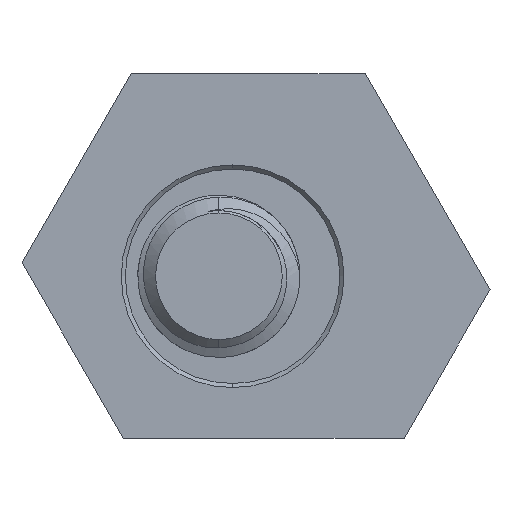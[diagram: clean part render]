
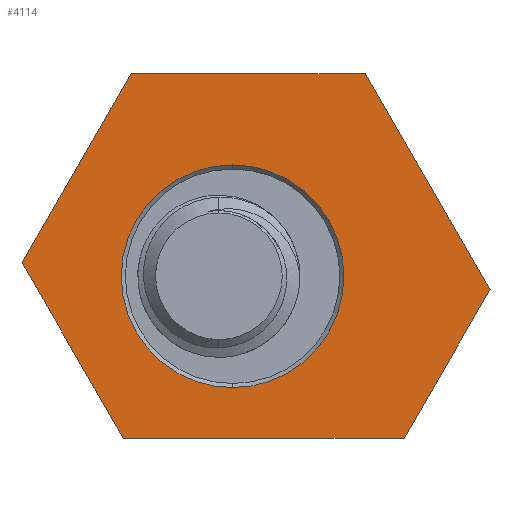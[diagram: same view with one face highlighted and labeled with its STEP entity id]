
A CAD part, front view. The second image highlights one B-rep face of the part: STEP entity #4114.
In plain terms, the highlighted planar face has unit normal (0, -1, 0).
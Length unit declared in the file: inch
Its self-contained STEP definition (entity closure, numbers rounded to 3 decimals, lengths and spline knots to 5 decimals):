
#72 = CIRCLE ( 'NONE', #4392, 0.3245 ) ;
#97 = DIRECTION ( 'NONE',  ( 0., 1., 0. ) ) ;
#442 = VECTOR ( 'NONE', #5599, 39.37008 ) ;
#491 = CARTESIAN_POINT ( 'NONE',  ( 0., 0., 0.3245 ) ) ;
#513 = EDGE_CURVE ( 'NONE', #2378, #1726, #6377, .T. ) ;
#612 = ORIENTED_EDGE ( 'NONE', *, *, #7454, .T. ) ;
#820 = ORIENTED_EDGE ( 'NONE', *, *, #513, .F. ) ;
#883 = CARTESIAN_POINT ( 'NONE',  ( 0.50007, 0., -0.47244 ) ) ;
#891 = VERTEX_POINT ( 'NONE', #2426 ) ;
#919 = VECTOR ( 'NONE', #6765, 39.37008 ) ;
#929 = DIRECTION ( 'NONE',  ( 0., -1., 0. ) ) ;
#990 = ORIENTED_EDGE ( 'NONE', *, *, #6710, .T. ) ;
#1030 = CARTESIAN_POINT ( 'NONE',  ( -0.29549, 0., 0.59055 ) ) ;
#1205 = LINE ( 'NONE', #2045, #5823 ) ;
#1430 = VERTEX_POINT ( 'NONE', #6605 ) ;
#1447 = CARTESIAN_POINT ( 'NONE',  ( 0., 0., 0. ) ) ;
#1498 = CIRCLE ( 'NONE', #9399, 0.3245 ) ;
#1514 = DIRECTION ( 'NONE',  ( -0.5, 0., -0.866 ) ) ;
#1609 = DIRECTION ( 'NONE',  ( 0.5, 0., 0.866 ) ) ;
#1726 = VERTEX_POINT ( 'NONE', #8078 ) ;
#2045 = CARTESIAN_POINT ( 'NONE',  ( 0.7501, 0., -0.03937 ) ) ;
#2078 = LINE ( 'NONE', #2736, #919 ) ;
#2199 = CARTESIAN_POINT ( 'NONE',  ( 0.38642, 0., 0.59055 ) ) ;
#2317 = LINE ( 'NONE', #8574, #6565 ) ;
#2374 = CARTESIAN_POINT ( 'NONE',  ( 0., 0., 0. ) ) ;
#2378 = VERTEX_POINT ( 'NONE', #3654 ) ;
#2426 = CARTESIAN_POINT ( 'NONE',  ( 0.7501, 0., -0.03937 ) ) ;
#2514 = VERTEX_POINT ( 'NONE', #2199 ) ;
#2605 = CARTESIAN_POINT ( 'NONE',  ( -0.61372, 0., 0.03937 ) ) ;
#2736 = CARTESIAN_POINT ( 'NONE',  ( 0.38642, 0., 0.59055 ) ) ;
#2854 = CARTESIAN_POINT ( 'NONE',  ( 0., 0., 0. ) ) ;
#3030 = PLANE ( 'NONE',  #8263 ) ;
#3117 = CARTESIAN_POINT ( 'NONE',  ( -0.29549, 0., 0.59055 ) ) ;
#3504 = DIRECTION ( 'NONE',  ( 0.5, 0., -0.866 ) ) ;
#3654 = CARTESIAN_POINT ( 'NONE',  ( -0.31822, 0., -0.47244 ) ) ;
#3979 = DIRECTION ( 'NONE',  ( 0., 0., -1. ) ) ;
#4114 = ADVANCED_FACE ( 'NONE', ( #9947, #7013 ), #3030, .T. ) ;
#4320 = EDGE_LOOP ( 'NONE', ( #990, #612 ) ) ;
#4369 = EDGE_CURVE ( 'NONE', #891, #9835, #2317, .T. ) ;
#4392 = AXIS2_PLACEMENT_3D ( 'NONE', #1447, #97, #9305 ) ;
#4420 = EDGE_CURVE ( 'NONE', #1726, #5889, #4684, .T. ) ;
#4684 = LINE ( 'NONE', #3117, #6892 ) ;
#5067 = DIRECTION ( 'NONE',  ( 0., 1., 0. ) ) ;
#5555 = ORIENTED_EDGE ( 'NONE', *, *, #9793, .F. ) ;
#5599 = DIRECTION ( 'NONE',  ( -1., 0., 0. ) ) ;
#5823 = VECTOR ( 'NONE', #3504, 39.37008 ) ;
#5889 = VERTEX_POINT ( 'NONE', #1030 ) ;
#6084 = ORIENTED_EDGE ( 'NONE', *, *, #7512, .F. ) ;
#6093 = EDGE_LOOP ( 'NONE', ( #820, #9451, #7745, #6084, #5555, #9782 ) ) ;
#6312 = CARTESIAN_POINT ( 'NONE',  ( -0.31822, 0., -0.47244 ) ) ;
#6377 = LINE ( 'NONE', #2605, #6479 ) ;
#6479 = VECTOR ( 'NONE', #8609, 39.37008 ) ;
#6565 = VECTOR ( 'NONE', #1514, 39.37008 ) ;
#6605 = CARTESIAN_POINT ( 'NONE',  ( 0., 0., -0.3245 ) ) ;
#6710 = EDGE_CURVE ( 'NONE', #1430, #7843, #72, .T. ) ;
#6765 = DIRECTION ( 'NONE',  ( 1., 0., 0. ) ) ;
#6892 = VECTOR ( 'NONE', #1609, 39.37008 ) ;
#7013 = FACE_OUTER_BOUND ( 'NONE', #6093, .T. ) ;
#7116 = LINE ( 'NONE', #6312, #442 ) ;
#7454 = EDGE_CURVE ( 'NONE', #7843, #1430, #1498, .T. ) ;
#7512 = EDGE_CURVE ( 'NONE', #2514, #891, #1205, .T. ) ;
#7745 = ORIENTED_EDGE ( 'NONE', *, *, #4369, .F. ) ;
#7843 = VERTEX_POINT ( 'NONE', #491 ) ;
#7997 = EDGE_CURVE ( 'NONE', #9835, #2378, #7116, .T. ) ;
#8078 = CARTESIAN_POINT ( 'NONE',  ( -0.61372, 0., 0.03937 ) ) ;
#8263 = AXIS2_PLACEMENT_3D ( 'NONE', #2374, #929, #3979 ) ;
#8574 = CARTESIAN_POINT ( 'NONE',  ( 0.50007, 0., -0.47244 ) ) ;
#8609 = DIRECTION ( 'NONE',  ( -0.5, 0., 0.866 ) ) ;
#9305 = DIRECTION ( 'NONE',  ( 0., 0., -1. ) ) ;
#9399 = AXIS2_PLACEMENT_3D ( 'NONE', #2854, #5067, #9820 ) ;
#9451 = ORIENTED_EDGE ( 'NONE', *, *, #7997, .F. ) ;
#9782 = ORIENTED_EDGE ( 'NONE', *, *, #4420, .F. ) ;
#9793 = EDGE_CURVE ( 'NONE', #5889, #2514, #2078, .T. ) ;
#9820 = DIRECTION ( 'NONE',  ( 0., 0., -1. ) ) ;
#9835 = VERTEX_POINT ( 'NONE', #883 ) ;
#9947 = FACE_BOUND ( 'NONE', #4320, .T. ) ;
